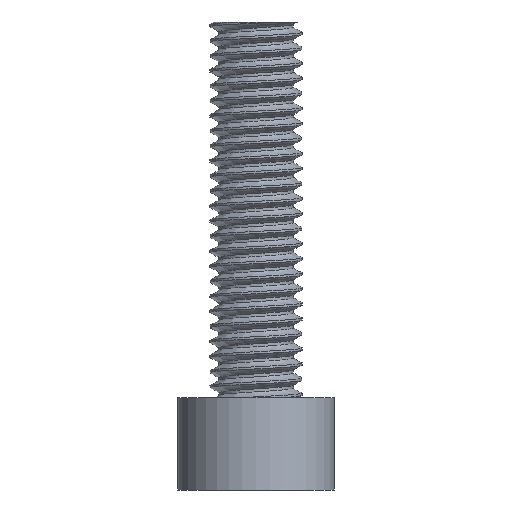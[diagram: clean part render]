
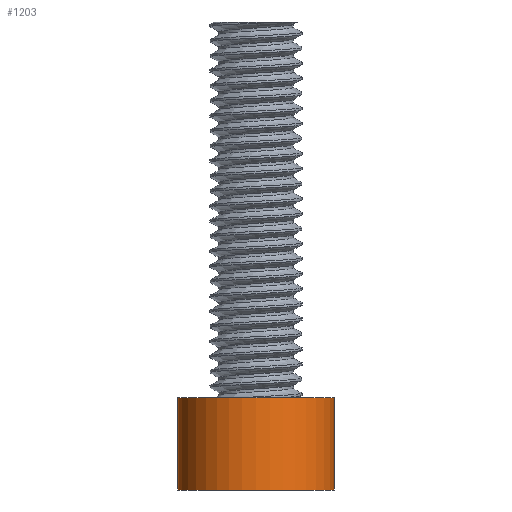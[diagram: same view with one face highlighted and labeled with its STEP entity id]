
A CAD part, front view. The second image highlights one B-rep face of the part: STEP entity #1203.
In plain terms, the highlighted cylindrical face has radius 4.175 mm (diameter 8.35 mm), a full revolution.
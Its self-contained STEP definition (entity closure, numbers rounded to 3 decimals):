
#95=FACE_OUTER_BOUND('',#160,.T.);
#160=EDGE_LOOP('',(#1072,#1073,#1074,#1075));
#169=CIRCLE('',#1286,4.175);
#170=CIRCLE('',#1287,4.175);
#347=LINE('',#5093,#416);
#416=VECTOR('',#1495,4.175);
#537=VERTEX_POINT('',#5090);
#538=VERTEX_POINT('',#5092);
#719=EDGE_CURVE('',#537,#537,#169,.T.);
#720=EDGE_CURVE('',#537,#538,#347,.T.);
#721=EDGE_CURVE('',#538,#538,#170,.T.);
#1072=ORIENTED_EDGE('',*,*,#719,.F.);
#1073=ORIENTED_EDGE('',*,*,#720,.T.);
#1074=ORIENTED_EDGE('',*,*,#721,.T.);
#1075=ORIENTED_EDGE('',*,*,#720,.F.);
#1140=CYLINDRICAL_SURFACE('',#1285,4.175);
#1203=ADVANCED_FACE('',(#95),#1140,.T.);
#1285=AXIS2_PLACEMENT_3D('',#5089,#1491,#1492);
#1286=AXIS2_PLACEMENT_3D('',#5091,#1493,#1494);
#1287=AXIS2_PLACEMENT_3D('',#5094,#1496,#1497);
#1491=DIRECTION('center_axis',(0.,0.,1.));
#1492=DIRECTION('ref_axis',(1.,0.,0.));
#1493=DIRECTION('center_axis',(0.,0.,1.));
#1494=DIRECTION('ref_axis',(1.,0.,0.));
#1495=DIRECTION('',(0.,0.,-1.));
#1496=DIRECTION('center_axis',(0.,0.,1.));
#1497=DIRECTION('ref_axis',(1.,0.,0.));
#5089=CARTESIAN_POINT('Origin',(0.,0.,0.));
#5090=CARTESIAN_POINT('',(-4.175,0.,4.9));
#5091=CARTESIAN_POINT('Origin',(0.,0.,4.9));
#5092=CARTESIAN_POINT('',(-4.175,0.,0.));
#5093=CARTESIAN_POINT('',(-4.175,0.,0.));
#5094=CARTESIAN_POINT('Origin',(0.,0.,0.));
